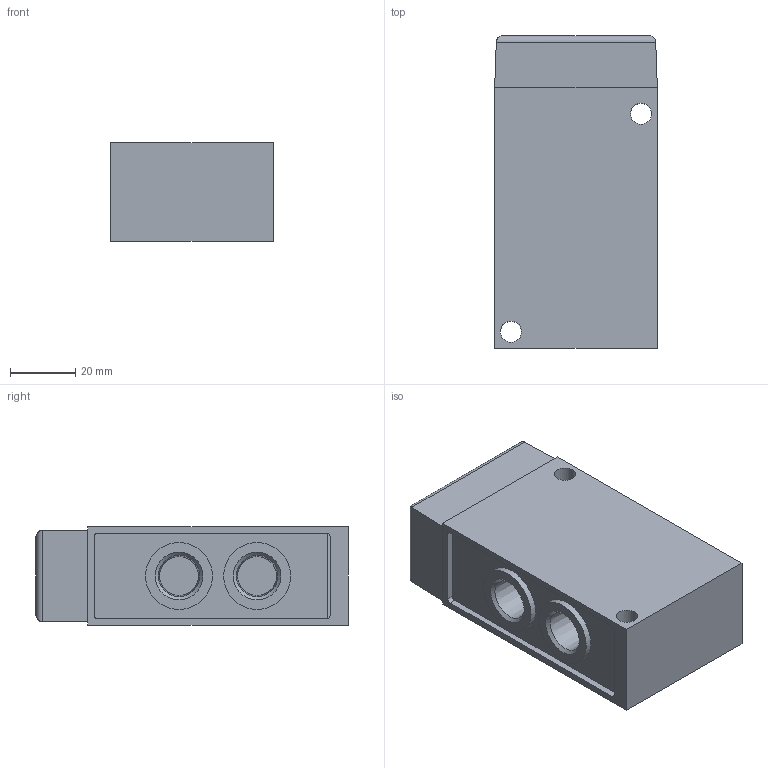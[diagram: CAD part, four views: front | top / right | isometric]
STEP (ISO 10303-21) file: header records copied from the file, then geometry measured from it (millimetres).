
FILE_DESCRIPTION(/* description */ ('STEP AP214'),/* implementation_level */ '2;1');
FILE_NAME(/* name */ '10844_VL-5-1_4-NPT',/* time_stamp */ '2024-09-16T15:34:37+02:00',/* author */ ('License CC BY-ND 4.0'),/* organization */ ('CADENAS'),/* preprocessor_version */ 'ST-DEVELOPER v19.3',/* originating_system */ 'PARTsolutions',/* authorisation */ ' ');
FILE_SCHEMA (('AUTOMOTIVE_DESIGN {1 0 10303 214 3 1 1}'));
Length unit declared in the file: millimetre
Products named in the file (1): 10844 VL-5-1/4-NPT
Bounding box: 50 x 96 x 30.4 mm (x, y, z)
Volume: 128797.3 mm3; surface area: 23197.1 mm2
Topology: 1 solids, 1 shells, 64 faces, 148 edges, 96 vertices
Faces by surface type: plane 33, cylinder 19, cone 12
Full cylindrical faces by diameter (mm): 6.5 x2, 20.574 x3
Entity records: 1765 total; most frequent: DIRECTION 313, CARTESIAN_POINT 294, ORIENTED_EDGE 258, EDGE_CURVE 129, AXIS2_PLACEMENT_3D 121, EDGE_LOOP 97, FACE_BOUND 97, VERTEX_POINT 94
